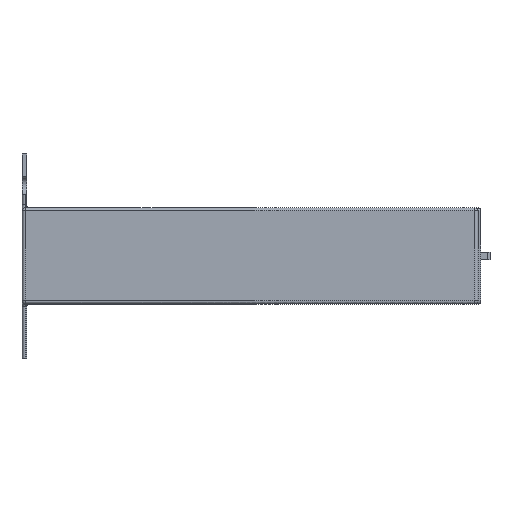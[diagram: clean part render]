
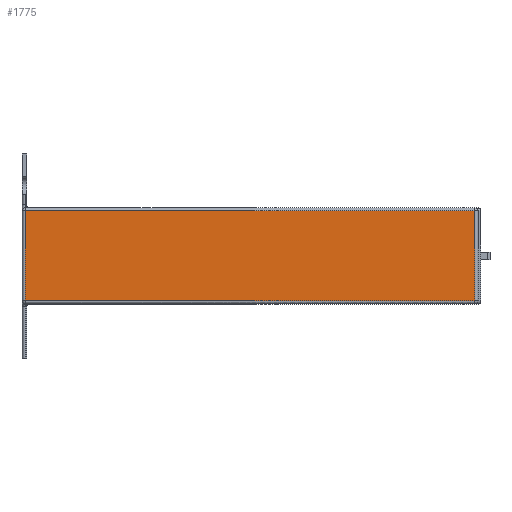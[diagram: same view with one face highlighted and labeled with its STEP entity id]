
A CAD part, left-side view. The second image highlights one B-rep face of the part: STEP entity #1775.
In plain terms, the highlighted planar face has unit normal (-1, 0, 0).
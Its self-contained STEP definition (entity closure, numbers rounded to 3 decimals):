
#75 = CARTESIAN_POINT ( 'NONE',  ( -22., -123., 1. ) ) ;
#499 = LINE ( 'NONE', #3500, #3039 ) ;
#712 = DIRECTION ( 'NONE',  ( -1., 0., 0. ) ) ;
#993 = VERTEX_POINT ( 'NONE', #3462 ) ;
#1031 = DIRECTION ( 'NONE',  ( 0., 0., -1. ) ) ;
#1132 = LINE ( 'NONE', #1453, #5651 ) ;
#1178 = VECTOR ( 'NONE', #5074, 1000. ) ;
#1258 = ORIENTED_EDGE ( 'NONE', *, *, #5510, .T. ) ;
#1332 = LINE ( 'NONE', #75, #5502 ) ;
#1453 = CARTESIAN_POINT ( 'NONE',  ( -22., 28., -190.602 ) ) ;
#1628 = PLANE ( 'NONE',  #1991 ) ;
#1647 = CARTESIAN_POINT ( 'NONE',  ( -22., 28., 1. ) ) ;
#1775 = ADVANCED_FACE ( 'NONE', ( #5080 ), #1628, .T. ) ;
#1795 = ORIENTED_EDGE ( 'NONE', *, *, #2477, .T. ) ;
#1987 = DIRECTION ( 'NONE',  ( 0., 0., 1. ) ) ;
#1991 = AXIS2_PLACEMENT_3D ( 'NONE', #3820, #712, #1987 ) ;
#2477 = EDGE_CURVE ( 'NONE', #3091, #993, #499, .T. ) ;
#2650 = EDGE_CURVE ( 'NONE', #2945, #3091, #1332, .T. ) ;
#2683 = EDGE_CURVE ( 'NONE', #3625, #2945, #1132, .T. ) ;
#2842 = CARTESIAN_POINT ( 'NONE',  ( -22., 28., 31. ) ) ;
#2945 = VERTEX_POINT ( 'NONE', #1647 ) ;
#3039 = VECTOR ( 'NONE', #5394, 1000. ) ;
#3091 = VERTEX_POINT ( 'NONE', #5589 ) ;
#3279 = CARTESIAN_POINT ( 'NONE',  ( -22., 29., 31. ) ) ;
#3462 = CARTESIAN_POINT ( 'NONE',  ( -22., -122., 31. ) ) ;
#3500 = CARTESIAN_POINT ( 'NONE',  ( -22., -122., -190.602 ) ) ;
#3625 = VERTEX_POINT ( 'NONE', #2842 ) ;
#3670 = DIRECTION ( 'NONE',  ( 0., -1., 0. ) ) ;
#3820 = CARTESIAN_POINT ( 'NONE',  ( -22., -123., -190.602 ) ) ;
#3852 = EDGE_LOOP ( 'NONE', ( #1795, #1258, #5031, #5254 ) ) ;
#4769 = LINE ( 'NONE', #3279, #1178 ) ;
#5031 = ORIENTED_EDGE ( 'NONE', *, *, #2683, .T. ) ;
#5074 = DIRECTION ( 'NONE',  ( 0., 1., 0. ) ) ;
#5080 = FACE_OUTER_BOUND ( 'NONE', #3852, .T. ) ;
#5254 = ORIENTED_EDGE ( 'NONE', *, *, #2650, .T. ) ;
#5394 = DIRECTION ( 'NONE',  ( 0., 0., 1. ) ) ;
#5502 = VECTOR ( 'NONE', #3670, 1000. ) ;
#5510 = EDGE_CURVE ( 'NONE', #993, #3625, #4769, .T. ) ;
#5589 = CARTESIAN_POINT ( 'NONE',  ( -22., -122., 1. ) ) ;
#5651 = VECTOR ( 'NONE', #1031, 1000. ) ;
